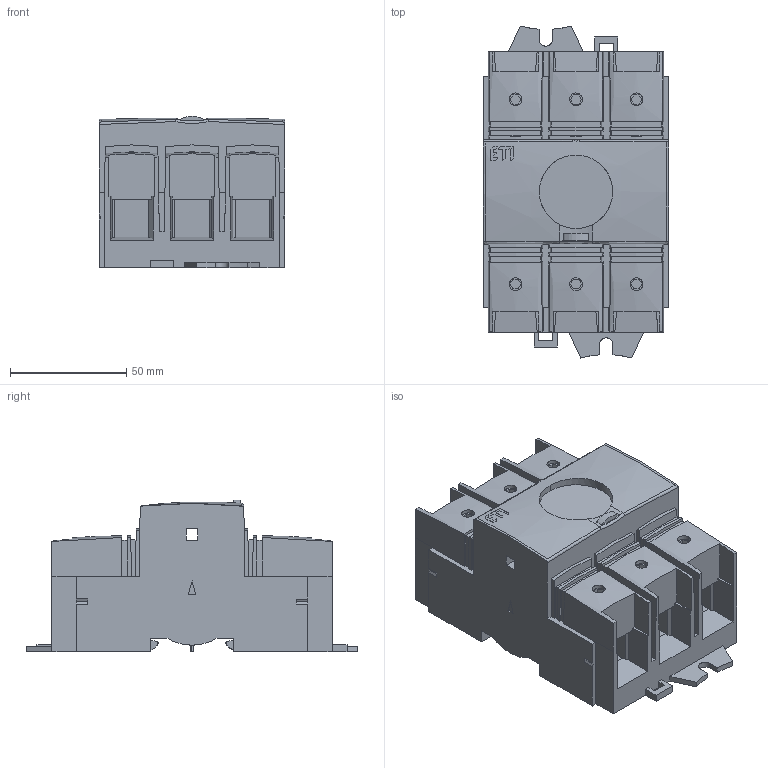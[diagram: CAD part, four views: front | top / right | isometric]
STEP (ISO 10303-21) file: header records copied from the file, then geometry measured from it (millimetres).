
FILE_DESCRIPTION((''),'2;1');
FILE_NAME('T2_ASM','2021-09-17T',('marketing.praksa'),('Audax d.o.o.'),'CREO PARAMETRIC BY PTC INC, 2017480','CREO PARAMETRIC BY PTC INC, 2017480','');
FILE_SCHEMA(('AUTOMOTIVE_DESIGN { 1 0 10303 214 1 1 1 1 }'));
Length unit declared in the file: millimetre
Products named in the file (10): PRT7050_1_1; PRT7050_1_2; PRT7050_1_3; PRT7050_1_4; PRT7050_1_ASM; PRT7051_1; PRT9568; T4; PRT9569; T2_ASM
Assembly tree (9 placements, depth 3):
  T2_ASM
    PRT7050_1_ASM
      PRT7050_1_1
      PRT7050_1_2
      PRT7050_1_3
      PRT7050_1_4
    PRT7051_1
    PRT9568
    T4
    PRT9569
Bounding box: 79.6 x 142.81 x 65.37 mm (x, y, z)
Volume: 424416.7 mm3; surface area: 68059.6 mm2
Topology: 15 solids, 15 shells, 527 faces, 1517 edges, 1039 vertices
Faces by surface type: plane 412, cylinder 98, bspline 8, torus 6, extrusion 2, cone 1
Entity records: 26839 total; most frequent: CARTESIAN_POINT 4296, ORIENTED_EDGE 3034, DIRECTION 2516, PRESENTATION_STYLE_ASSIGNMENT 2050, STYLED_ITEM 2050, CURVE_STYLE 1517, EDGE_CURVE 1517, VECTOR 1138
